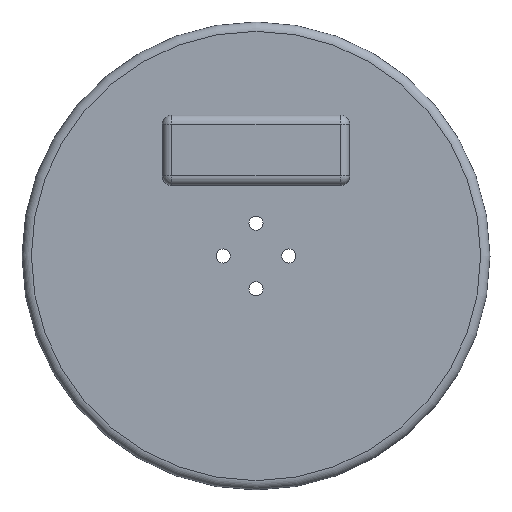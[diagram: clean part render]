
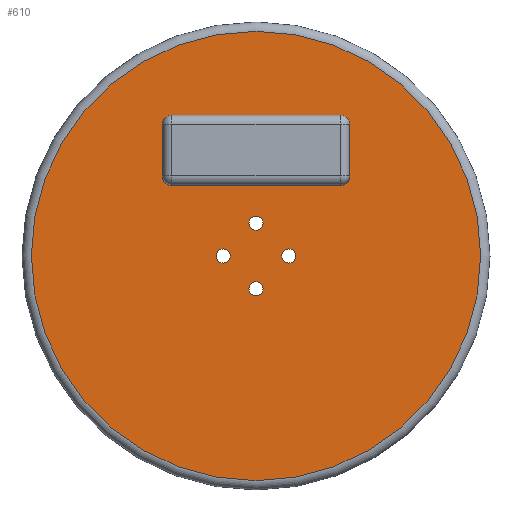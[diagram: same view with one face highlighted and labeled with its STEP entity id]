
A CAD part, top view. The second image highlights one B-rep face of the part: STEP entity #610.
In plain terms, the highlighted planar face has unit normal (0, 0, 1).
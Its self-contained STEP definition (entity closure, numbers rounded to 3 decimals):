
#36=LINE('',#937,#88);
#37=LINE('',#941,#89);
#38=LINE('',#943,#90);
#39=LINE('',#945,#91);
#40=LINE('',#947,#92);
#41=LINE('',#949,#93);
#42=LINE('',#953,#94);
#43=LINE('',#957,#95);
#88=VECTOR('',#743,10.);
#89=VECTOR('',#746,10.);
#90=VECTOR('',#747,10.);
#91=VECTOR('',#748,10.);
#92=VECTOR('',#749,10.);
#93=VECTOR('',#750,10.);
#94=VECTOR('',#753,10.);
#95=VECTOR('',#756,10.);
#140=FACE_BOUND('',#194,.T.);
#141=FACE_BOUND('',#195,.T.);
#142=FACE_BOUND('',#196,.T.);
#143=FACE_BOUND('',#197,.T.);
#144=FACE_BOUND('',#198,.T.);
#158=FACE_OUTER_BOUND('',#193,.T.);
#193=EDGE_LOOP('',(#422));
#194=EDGE_LOOP('',(#423));
#195=EDGE_LOOP('',(#424));
#196=EDGE_LOOP('',(#425));
#197=EDGE_LOOP('',(#426));
#198=EDGE_LOOP('',(#427,#428,#429,#430,#431,#432,#433,#434,#435,#436,#437,
#438));
#246=CIRCLE('',#660,48.);
#247=CIRCLE('',#661,1.5);
#248=CIRCLE('',#662,1.5);
#249=CIRCLE('',#663,1.5);
#250=CIRCLE('',#664,1.5);
#251=CIRCLE('',#665,2.);
#252=CIRCLE('',#666,2.);
#253=CIRCLE('',#667,2.);
#254=CIRCLE('',#668,2.);
#281=VERTEX_POINT('',#925);
#282=VERTEX_POINT('',#927);
#283=VERTEX_POINT('',#929);
#284=VERTEX_POINT('',#931);
#285=VERTEX_POINT('',#933);
#286=VERTEX_POINT('',#935);
#287=VERTEX_POINT('',#936);
#288=VERTEX_POINT('',#938);
#289=VERTEX_POINT('',#940);
#290=VERTEX_POINT('',#942);
#291=VERTEX_POINT('',#944);
#292=VERTEX_POINT('',#946);
#293=VERTEX_POINT('',#948);
#294=VERTEX_POINT('',#950);
#295=VERTEX_POINT('',#952);
#296=VERTEX_POINT('',#954);
#297=VERTEX_POINT('',#956);
#335=EDGE_CURVE('',#281,#281,#246,.T.);
#336=EDGE_CURVE('',#282,#282,#247,.T.);
#337=EDGE_CURVE('',#283,#283,#248,.T.);
#338=EDGE_CURVE('',#284,#284,#249,.T.);
#339=EDGE_CURVE('',#285,#285,#250,.T.);
#340=EDGE_CURVE('',#286,#287,#36,.T.);
#341=EDGE_CURVE('',#288,#287,#251,.F.);
#342=EDGE_CURVE('',#288,#289,#37,.T.);
#343=EDGE_CURVE('',#289,#290,#38,.T.);
#344=EDGE_CURVE('',#290,#291,#39,.T.);
#345=EDGE_CURVE('',#292,#291,#40,.T.);
#346=EDGE_CURVE('',#292,#293,#41,.T.);
#347=EDGE_CURVE('',#294,#293,#252,.F.);
#348=EDGE_CURVE('',#294,#295,#42,.T.);
#349=EDGE_CURVE('',#296,#295,#253,.F.);
#350=EDGE_CURVE('',#296,#297,#43,.T.);
#351=EDGE_CURVE('',#286,#297,#254,.F.);
#422=ORIENTED_EDGE('',*,*,#335,.F.);
#423=ORIENTED_EDGE('',*,*,#336,.T.);
#424=ORIENTED_EDGE('',*,*,#337,.T.);
#425=ORIENTED_EDGE('',*,*,#338,.T.);
#426=ORIENTED_EDGE('',*,*,#339,.T.);
#427=ORIENTED_EDGE('',*,*,#340,.T.);
#428=ORIENTED_EDGE('',*,*,#341,.F.);
#429=ORIENTED_EDGE('',*,*,#342,.T.);
#430=ORIENTED_EDGE('',*,*,#343,.T.);
#431=ORIENTED_EDGE('',*,*,#344,.T.);
#432=ORIENTED_EDGE('',*,*,#345,.F.);
#433=ORIENTED_EDGE('',*,*,#346,.T.);
#434=ORIENTED_EDGE('',*,*,#347,.F.);
#435=ORIENTED_EDGE('',*,*,#348,.T.);
#436=ORIENTED_EDGE('',*,*,#349,.F.);
#437=ORIENTED_EDGE('',*,*,#350,.T.);
#438=ORIENTED_EDGE('',*,*,#351,.F.);
#596=PLANE('',#659);
#610=ADVANCED_FACE('',(#158,#140,#141,#142,#143,#144),#596,.T.);
#659=AXIS2_PLACEMENT_3D('',#924,#731,#732);
#660=AXIS2_PLACEMENT_3D('',#926,#733,#734);
#661=AXIS2_PLACEMENT_3D('',#928,#735,#736);
#662=AXIS2_PLACEMENT_3D('',#930,#737,#738);
#663=AXIS2_PLACEMENT_3D('',#932,#739,#740);
#664=AXIS2_PLACEMENT_3D('',#934,#741,#742);
#665=AXIS2_PLACEMENT_3D('',#939,#744,#745);
#666=AXIS2_PLACEMENT_3D('',#951,#751,#752);
#667=AXIS2_PLACEMENT_3D('',#955,#754,#755);
#668=AXIS2_PLACEMENT_3D('',#958,#757,#758);
#731=DIRECTION('center_axis',(0.,0.,1.));
#732=DIRECTION('ref_axis',(1.,0.,0.));
#733=DIRECTION('center_axis',(0.,0.,-1.));
#734=DIRECTION('ref_axis',(1.,0.,0.));
#735=DIRECTION('center_axis',(0.,0.,-1.));
#736=DIRECTION('ref_axis',(-1.,0.,0.));
#737=DIRECTION('center_axis',(0.,0.,-1.));
#738=DIRECTION('ref_axis',(-1.,0.,0.));
#739=DIRECTION('center_axis',(0.,0.,-1.));
#740=DIRECTION('ref_axis',(-1.,0.,0.));
#741=DIRECTION('center_axis',(0.,0.,-1.));
#742=DIRECTION('ref_axis',(-1.,0.,0.));
#743=DIRECTION('',(0.,1.,0.));
#744=DIRECTION('center_axis',(0.,0.,-1.));
#745=DIRECTION('ref_axis',(-0.707,0.707,0.));
#746=DIRECTION('',(1.,0.,0.));
#747=DIRECTION('',(0.,-1.,0.));
#748=DIRECTION('',(1.,0.,0.));
#749=DIRECTION('',(0.,-1.,0.));
#750=DIRECTION('',(1.,0.,0.));
#751=DIRECTION('center_axis',(0.,0.,-1.));
#752=DIRECTION('ref_axis',(0.707,0.707,0.));
#753=DIRECTION('',(0.,-1.,0.));
#754=DIRECTION('center_axis',(0.,0.,-1.));
#755=DIRECTION('ref_axis',(0.707,-0.707,0.));
#756=DIRECTION('',(-1.,0.,0.));
#757=DIRECTION('center_axis',(0.,0.,-1.));
#758=DIRECTION('ref_axis',(-0.707,-0.707,0.));
#924=CARTESIAN_POINT('Origin',(0.,0.,4.));
#925=CARTESIAN_POINT('',(-48.,0.,4.));
#926=CARTESIAN_POINT('Origin',(0.,0.,4.));
#927=CARTESIAN_POINT('',(8.5,0.,4.));
#928=CARTESIAN_POINT('Origin',(7.,0.,4.));
#929=CARTESIAN_POINT('',(-5.5,0.,4.));
#930=CARTESIAN_POINT('Origin',(-7.,0.,4.));
#931=CARTESIAN_POINT('',(1.5,-7.,4.));
#932=CARTESIAN_POINT('Origin',(0.,-7.,4.));
#933=CARTESIAN_POINT('',(1.5,7.,4.));
#934=CARTESIAN_POINT('Origin',(0.,7.,4.));
#935=CARTESIAN_POINT('',(-20.,17.,4.));
#936=CARTESIAN_POINT('',(-20.,28.,4.));
#937=CARTESIAN_POINT('',(-20.,7.5,4.));
#938=CARTESIAN_POINT('',(-18.,30.,4.));
#939=CARTESIAN_POINT('Origin',(-18.,28.,4.));
#940=CARTESIAN_POINT('',(-10.,30.,4.));
#941=CARTESIAN_POINT('',(0.,30.,4.));
#942=CARTESIAN_POINT('',(-10.,18.,4.));
#943=CARTESIAN_POINT('',(-10.,30.,4.));
#944=CARTESIAN_POINT('',(10.,18.,4.));
#945=CARTESIAN_POINT('',(-10.,18.,4.));
#946=CARTESIAN_POINT('',(10.,30.,4.));
#947=CARTESIAN_POINT('',(10.,30.,4.));
#948=CARTESIAN_POINT('',(18.,30.,4.));
#949=CARTESIAN_POINT('',(0.,30.,4.));
#950=CARTESIAN_POINT('',(20.,28.,4.));
#951=CARTESIAN_POINT('Origin',(18.,28.,4.));
#952=CARTESIAN_POINT('',(20.,17.,4.));
#953=CARTESIAN_POINT('',(20.,7.5,4.));
#954=CARTESIAN_POINT('',(18.,15.,4.));
#955=CARTESIAN_POINT('Origin',(18.,17.,4.));
#956=CARTESIAN_POINT('',(-18.,15.,4.));
#957=CARTESIAN_POINT('',(0.,15.,4.));
#958=CARTESIAN_POINT('Origin',(-18.,17.,4.));
